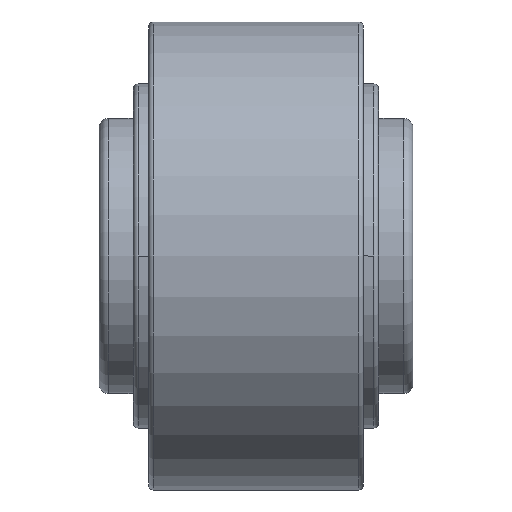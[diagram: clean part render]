
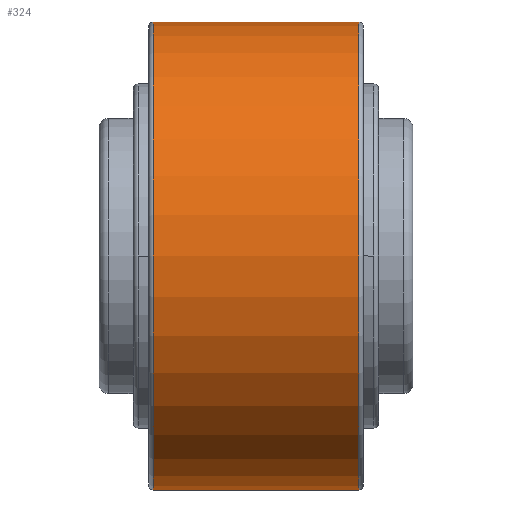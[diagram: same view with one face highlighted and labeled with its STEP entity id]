
A CAD part, front view. The second image highlights one B-rep face of the part: STEP entity #324.
In plain terms, the highlighted cylindrical face has radius 85 mm (diameter 170 mm), a partial arc.
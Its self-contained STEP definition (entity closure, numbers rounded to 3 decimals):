
#324=ADVANCED_FACE('',(#904),#905,.T.);
#904=FACE_OUTER_BOUND('',#1524,.T.);
#905=CYLINDRICAL_SURFACE('',#1525,85.0);
#1524=EDGE_LOOP('',(#3546,#3547,#3548,#3549,#3550,#3551));
#1525=AXIS2_PLACEMENT_3D('',#3552,#3553,#3554);
#3546=ORIENTED_EDGE('',*,*,#3655,.T.);
#3547=ORIENTED_EDGE('',*,*,#4246,.F.);
#3548=ORIENTED_EDGE('',*,*,#4245,.F.);
#3549=ORIENTED_EDGE('',*,*,#3657,.T.);
#3550=ORIENTED_EDGE('',*,*,#4242,.T.);
#3551=ORIENTED_EDGE('',*,*,#4241,.T.);
#3552=CARTESIAN_POINT('',(0.0,0.0,0.0));
#3553=DIRECTION('',(1.0,0.0,0.0));
#3554=DIRECTION('',(0.0,0.0,-1.0));
#3655=EDGE_CURVE('',#4411,#4412,#4413,.T.);
#3657=EDGE_CURVE('',#4416,#4414,#4417,.T.);
#4241=EDGE_CURVE('',#5355,#4411,#5356,.T.);
#4242=EDGE_CURVE('',#4414,#5355,#5357,.T.);
#4245=EDGE_CURVE('',#4416,#5361,#5362,.T.);
#4246=EDGE_CURVE('',#5361,#4412,#5363,.T.);
#4411=VERTEX_POINT('',#5416);
#4412=VERTEX_POINT('',#5417);
#4413=LINE('',#5418,#5419);
#4414=VERTEX_POINT('',#5420);
#4416=VERTEX_POINT('',#5422);
#4417=LINE('',#5423,#5424);
#5355=VERTEX_POINT('',#6874);
#5356=CIRCLE('',#6875,85.0);
#5357=CIRCLE('',#6876,85.0);
#5361=VERTEX_POINT('',#6880);
#5362=CIRCLE('',#6881,85.0);
#5363=CIRCLE('',#6882,85.0);
#5416=CARTESIAN_POINT('',(-37.3,0.,-85.0));
#5417=CARTESIAN_POINT('',(37.3,0.,-85.0));
#5418=CARTESIAN_POINT('',(0.0,0.,-85.0));
#5419=VECTOR('',#6971,1.0);
#5420=CARTESIAN_POINT('',(-37.3,0.,85.0));
#5422=CARTESIAN_POINT('',(37.3,0.,85.0));
#5423=CARTESIAN_POINT('',(0.0,0.,85.0));
#5424=VECTOR('',#6975,1.0);
#6874=CARTESIAN_POINT('',(-37.3,-85.0,0.));
#6875=AXIS2_PLACEMENT_3D('',#8198,#8199,#8200);
#6876=AXIS2_PLACEMENT_3D('',#8201,#8202,#8203);
#6880=CARTESIAN_POINT('',(37.3,-85.0,0.0));
#6881=AXIS2_PLACEMENT_3D('',#8210,#8211,#8212);
#6882=AXIS2_PLACEMENT_3D('',#8213,#8214,#8215);
#6971=DIRECTION('',(1.0,0.0,0.0));
#6975=DIRECTION('',(-1.0,-0.0,-0.0));
#8198=CARTESIAN_POINT('',(-37.3,0.,0.));
#8199=DIRECTION('',(1.0,0.0,0.0));
#8200=DIRECTION('',(0.0,0.0,-1.0));
#8201=CARTESIAN_POINT('',(-37.3,0.,0.));
#8202=DIRECTION('',(1.0,0.0,0.0));
#8203=DIRECTION('',(0.0,0.0,-1.0));
#8210=CARTESIAN_POINT('',(37.3,0.,0.0));
#8211=DIRECTION('',(1.0,0.0,0.0));
#8212=DIRECTION('',(0.0,0.0,-1.0));
#8213=CARTESIAN_POINT('',(37.3,0.,0.0));
#8214=DIRECTION('',(1.0,0.0,0.0));
#8215=DIRECTION('',(0.0,0.0,-1.0));
